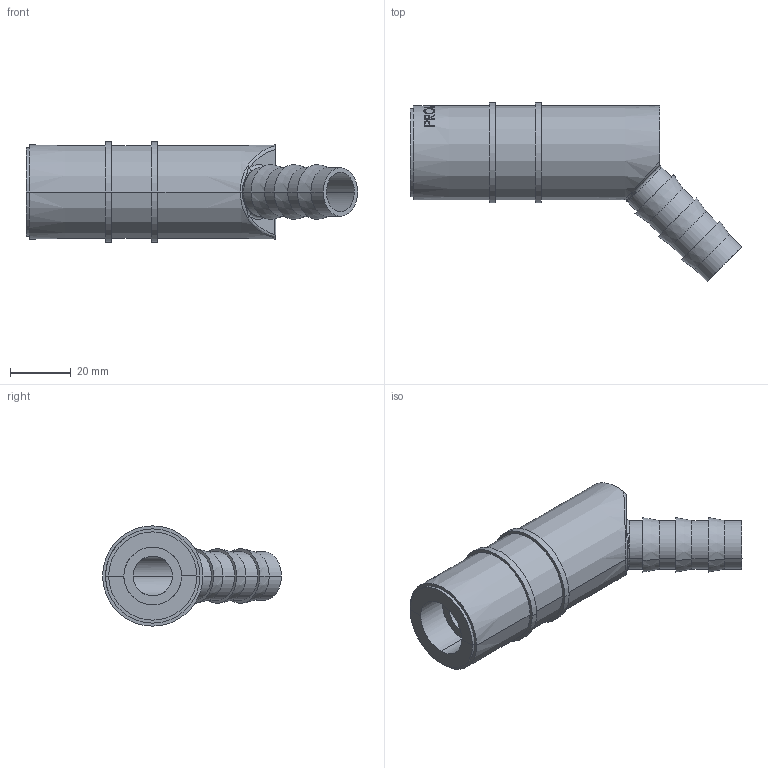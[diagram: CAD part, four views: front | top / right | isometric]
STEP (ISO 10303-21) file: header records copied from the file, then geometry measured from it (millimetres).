
FILE_DESCRIPTION (( 'STEP AP203' ), '1' );
FILE_NAME ('aeaf.STEP', '2022-07-14T22:49:45', ( '' ), ( '' ), 'SwSTEP 2.0', 'SolidWorks 2019', '' );
FILE_SCHEMA (( 'CONFIG_CONTROL_DESIGN' ));
Length unit declared in the file: millimetre
Products named in the file (1): aeaf
Bounding box: 108.9 x 58.8 x 33 mm (x, y, z)
Volume: 51713.5 mm3; surface area: 17595.7 mm2
Topology: 3 solids, 3 shells, 150 faces, 376 edges, 241 vertices
Faces by surface type: bspline 85, cone 30, cylinder 22, plane 11, torus 2
Entity records: 13504 total; most frequent: CARTESIAN_POINT 10611, ORIENTED_EDGE 748, EDGE_CURVE 374, DIRECTION 287, B_SPLINE_CURVE_WITH_KNOTS 270, VERTEX_POINT 241, EDGE_LOOP 167, FACE_OUTER_BOUND 150
